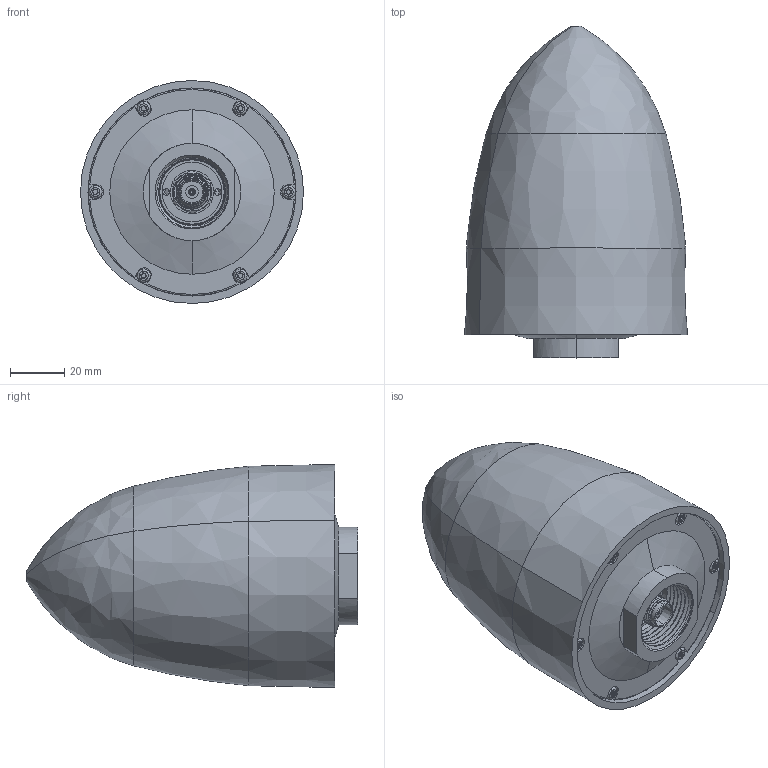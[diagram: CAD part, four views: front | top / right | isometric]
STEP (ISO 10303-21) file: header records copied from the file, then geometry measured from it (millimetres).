
FILE_DESCRIPTION (( 'STEP AP214' ), '1' );
FILE_NAME ('HG-GPGLTIM32_3D.STEP', '2019-09-23T14:18:07', ( '' ), ( '' ), 'SwSTEP 2.0', 'SolidWorks 2018', '' );
FILE_SCHEMA (( 'AUTOMOTIVE_DESIGN' ));
Length unit declared in the file: millimetre
Products named in the file (12): HG-GPGLTIM32_3D; HG-GPGLTIM32_TNC LockWasher.SLDASM; HG-GPGLTIM32_TNC Body_BODY; HG-GPGLTIM32_TNC HexNut.SLDASM; HG-GPGLTIM32_TNC Body_PIN; HG-GPGLTIM32_Antenna Body; HG-GPGLTIM32_Antenna Base; HG-GPGLTIM32_Ant Body Gasket.SLDASM; HG-GPGLTIM32_TNC Washer.SLDASM; HG-GPGLTIM32_TNC Body_INS; HG-GPGLTIM32_TNC Connector; HG-GPGLTIM32_Torx Screw
Assembly tree (16 placements, depth 3):
  HG-GPGLTIM32_3D
    HG-GPGLTIM32_Antenna Body
    HG-GPGLTIM32_TNC Connector
      HG-GPGLTIM32_TNC Body_INS
      HG-GPGLTIM32_TNC Body_PIN
      HG-GPGLTIM32_TNC Body_BODY
    HG-GPGLTIM32_TNC Washer.SLDASM
    HG-GPGLTIM32_TNC LockWasher.SLDASM
    HG-GPGLTIM32_TNC HexNut.SLDASM
    HG-GPGLTIM32_Antenna Base
    HG-GPGLTIM32_Ant Body Gasket.SLDASM
    HG-GPGLTIM32_Torx Screw  x6
Bounding box: 82.5 x 122.77 x 82.5 mm (x, y, z)
Volume: 81817.9 mm3; surface area: 114455.2 mm2
Topology: 1 solids, 16 shells, 1229 faces, 3406 edges, 2236 vertices
Faces by surface type: cylinder 633, bspline 202, cone 200, plane 194
Entity records: 57177 total; most frequent: CARTESIAN_POINT 33039, ORIENTED_EDGE 3976, DIRECTION 3036, EDGE_CURVE 1988, VERTEX_POINT 1306, AXIS2_PLACEMENT_3D 1141, EDGE_LOOP 788, VECTOR 754
